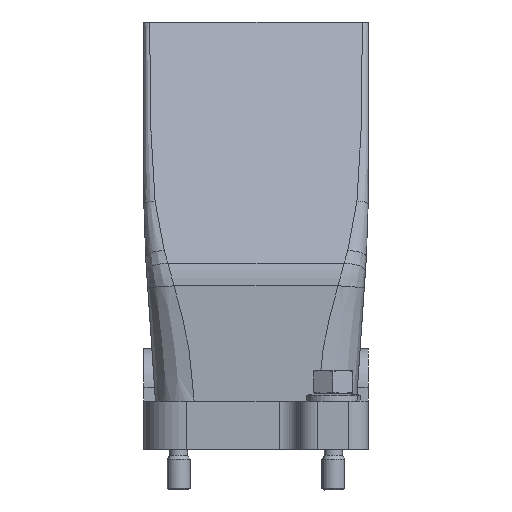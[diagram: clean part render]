
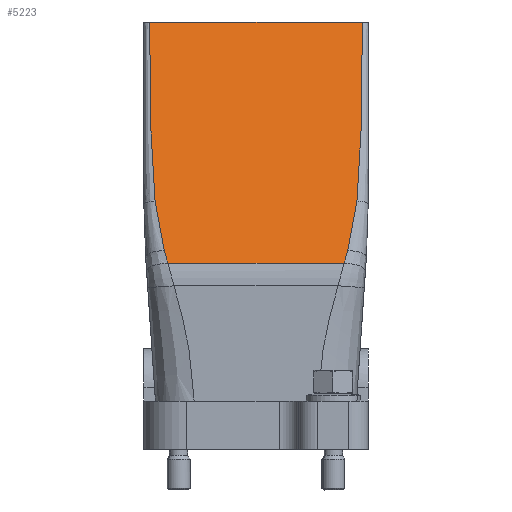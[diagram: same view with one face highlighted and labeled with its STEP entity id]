
A CAD part, front view. The second image highlights one B-rep face of the part: STEP entity #5223.
In plain terms, the highlighted planar face has unit normal (0, -0.956, 0.293).
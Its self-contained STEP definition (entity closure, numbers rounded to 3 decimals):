
#5129=AXIS2_PLACEMENT_3D('Plane Axis2P3D',#5126,#5127,#5128) ;
#3460=CARTESIAN_POINT('Vertex',(1.5,41.,121.)) ;
#3463=CARTESIAN_POINT('Line Origine',(29.,41.,121.)) ;
#3467=CARTESIAN_POINT('Vertex',(56.5,41.,121.)) ;
#5096=CARTESIAN_POINT('Vertex',(2.913,26.79,74.665)) ;
#5100=CARTESIAN_POINT('Control Point',(2.914,26.79,74.665)) ;
#5101=CARTESIAN_POINT('Control Point',(2.806,27.123,75.75)) ;
#5102=CARTESIAN_POINT('Control Point',(2.708,27.454,76.832)) ;
#5103=CARTESIAN_POINT('Control Point',(2.618,27.784,77.908)) ;
#5104=CARTESIAN_POINT('Control Point',(2.261,29.201,82.526)) ;
#5105=CARTESIAN_POINT('Control Point',(2.018,30.618,87.149)) ;
#5106=CARTESIAN_POINT('Control Point',(1.877,31.703,90.684)) ;
#5107=CARTESIAN_POINT('Control Point',(1.7,33.497,96.536)) ;
#5108=CARTESIAN_POINT('Control Point',(1.597,35.293,102.39)) ;
#5109=CARTESIAN_POINT('Control Point',(1.566,36.003,104.705)) ;
#5110=CARTESIAN_POINT('Control Point',(1.528,37.192,108.583)) ;
#5111=CARTESIAN_POINT('Control Point',(1.51,38.381,112.459)) ;
#5112=CARTESIAN_POINT('Control Point',(1.505,38.86,114.022)) ;
#5113=CARTESIAN_POINT('Control Point',(1.501,39.547,116.262)) ;
#5114=CARTESIAN_POINT('Control Point',(1.5,40.234,118.503)) ;
#5115=CARTESIAN_POINT('Control Point',(1.5,40.485,119.32)) ;
#5116=CARTESIAN_POINT('Control Point',(1.5,40.746,120.173)) ;
#5117=CARTESIAN_POINT('Control Point',(1.5,41.,121.)) ;
#5126=CARTESIAN_POINT('Axis2P3D Location',(29.,41.,121.)) ;
#5132=CARTESIAN_POINT('Control Point',(5.285,22.891,61.951)) ;
#5133=CARTESIAN_POINT('Control Point',(4.839,23.383,63.558)) ;
#5134=CARTESIAN_POINT('Control Point',(4.434,23.879,65.174)) ;
#5135=CARTESIAN_POINT('Control Point',(4.074,24.379,66.804)) ;
#5136=CARTESIAN_POINT('Control Point',(3.687,25.007,68.851)) ;
#5137=CARTESIAN_POINT('Control Point',(3.374,25.638,70.909)) ;
#5138=CARTESIAN_POINT('Control Point',(3.315,25.763,71.318)) ;
#5139=CARTESIAN_POINT('Control Point',(3.189,26.044,72.234)) ;
#5140=CARTESIAN_POINT('Control Point',(3.076,26.325,73.15)) ;
#5141=CARTESIAN_POINT('Control Point',(3.018,26.48,73.654)) ;
#5142=CARTESIAN_POINT('Control Point',(2.964,26.635,74.159)) ;
#5143=CARTESIAN_POINT('Control Point',(2.913,26.79,74.665)) ;
#5144=CARTESIAN_POINT('Vertex',(5.285,22.891,61.951)) ;
#5148=CARTESIAN_POINT('Control Point',(6.217,21.879,58.652)) ;
#5149=CARTESIAN_POINT('Control Point',(6.026,22.081,59.311)) ;
#5150=CARTESIAN_POINT('Control Point',(5.836,22.283,59.97)) ;
#5151=CARTESIAN_POINT('Control Point',(5.65,22.485,60.629)) ;
#5152=CARTESIAN_POINT('Control Point',(5.466,22.688,61.29)) ;
#5153=CARTESIAN_POINT('Control Point',(5.285,22.891,61.951)) ;
#5154=CARTESIAN_POINT('Vertex',(6.217,21.879,58.652)) ;
#5157=CARTESIAN_POINT('Line Origine',(29.,21.879,58.652)) ;
#5161=CARTESIAN_POINT('Vertex',(51.783,21.879,58.652)) ;
#5165=CARTESIAN_POINT('Control Point',(51.783,21.879,58.652)) ;
#5166=CARTESIAN_POINT('Control Point',(51.974,22.081,59.311)) ;
#5167=CARTESIAN_POINT('Control Point',(52.164,22.283,59.97)) ;
#5168=CARTESIAN_POINT('Control Point',(52.35,22.485,60.629)) ;
#5169=CARTESIAN_POINT('Control Point',(52.534,22.688,61.29)) ;
#5170=CARTESIAN_POINT('Control Point',(52.715,22.891,61.951)) ;
#5171=CARTESIAN_POINT('Vertex',(52.715,22.891,61.951)) ;
#5175=CARTESIAN_POINT('Control Point',(52.715,22.891,61.951)) ;
#5176=CARTESIAN_POINT('Control Point',(53.161,23.383,63.558)) ;
#5177=CARTESIAN_POINT('Control Point',(53.566,23.879,65.174)) ;
#5178=CARTESIAN_POINT('Control Point',(53.926,24.379,66.804)) ;
#5179=CARTESIAN_POINT('Control Point',(54.313,25.007,68.851)) ;
#5180=CARTESIAN_POINT('Control Point',(54.626,25.638,70.909)) ;
#5181=CARTESIAN_POINT('Control Point',(54.685,25.763,71.318)) ;
#5182=CARTESIAN_POINT('Control Point',(54.811,26.044,72.234)) ;
#5183=CARTESIAN_POINT('Control Point',(54.924,26.325,73.15)) ;
#5184=CARTESIAN_POINT('Control Point',(54.982,26.48,73.654)) ;
#5185=CARTESIAN_POINT('Control Point',(55.036,26.635,74.159)) ;
#5186=CARTESIAN_POINT('Control Point',(55.087,26.79,74.665)) ;
#5187=CARTESIAN_POINT('Vertex',(55.086,26.79,74.665)) ;
#5191=CARTESIAN_POINT('Control Point',(55.086,26.79,74.665)) ;
#5192=CARTESIAN_POINT('Control Point',(55.15,26.987,75.306)) ;
#5193=CARTESIAN_POINT('Control Point',(55.21,27.183,75.948)) ;
#5194=CARTESIAN_POINT('Control Point',(55.268,27.38,76.588)) ;
#5195=CARTESIAN_POINT('Control Point',(55.382,27.791,77.931)) ;
#5196=CARTESIAN_POINT('Control Point',(55.486,28.204,79.277)) ;
#5197=CARTESIAN_POINT('Control Point',(55.538,28.421,79.983)) ;
#5198=CARTESIAN_POINT('Control Point',(56.081,30.813,87.783)) ;
#5199=CARTESIAN_POINT('Control Point',(56.321,33.21,95.6)) ;
#5200=CARTESIAN_POINT('Control Point',(56.457,35.395,102.724)) ;
#5201=CARTESIAN_POINT('Control Point',(56.493,37.636,110.031)) ;
#5202=CARTESIAN_POINT('Control Point',(56.499,39.877,117.338)) ;
#5203=CARTESIAN_POINT('Control Point',(56.499,39.927,117.502)) ;
#5204=CARTESIAN_POINT('Control Point',(56.499,40.048,117.897)) ;
#5205=CARTESIAN_POINT('Control Point',(56.5,40.172,118.3)) ;
#5206=CARTESIAN_POINT('Control Point',(56.5,40.234,118.501)) ;
#5207=CARTESIAN_POINT('Control Point',(56.5,40.42,119.109)) ;
#5208=CARTESIAN_POINT('Control Point',(56.5,40.612,119.733)) ;
#5209=CARTESIAN_POINT('Control Point',(56.5,40.742,120.16)) ;
#5210=CARTESIAN_POINT('Control Point',(56.5,40.872,120.582)) ;
#5211=CARTESIAN_POINT('Control Point',(56.5,41.,121.)) ;
#3464=DIRECTION('Vector Direction',(-1.,0.,0.)) ;
#5127=DIRECTION('Axis2P3D Direction',(0.,0.956,-0.293)) ;
#5128=DIRECTION('Axis2P3D XDirection',(0.,-0.293,-0.956)) ;
#5158=DIRECTION('Vector Direction',(-1.,0.,0.)) ;
#3465=VECTOR('Line Direction',#3464,1.) ;
#5159=VECTOR('Line Direction',#5158,1.) ;
#5214=ORIENTED_EDGE('',*,*,#5118,.T.) ;
#5215=ORIENTED_EDGE('',*,*,#5146,.T.) ;
#5216=ORIENTED_EDGE('',*,*,#5156,.T.) ;
#5217=ORIENTED_EDGE('',*,*,#5163,.F.) ;
#5218=ORIENTED_EDGE('',*,*,#5173,.F.) ;
#5219=ORIENTED_EDGE('',*,*,#5189,.F.) ;
#5220=ORIENTED_EDGE('',*,*,#5212,.F.) ;
#5221=ORIENTED_EDGE('',*,*,#3469,.T.) ;
#5223=ADVANCED_FACE('Hood.1',(#5222),#5130,.F.) ;
#5099=B_SPLINE_CURVE_WITH_KNOTS('',5,(#5100,#5101,#5102,#5103,#5104,#5105,#5106,#5107,#5108,#5109,#5110,#5111,#5112,#5113,#5114,#5115,#5116,#5117),.UNSPECIFIED.,.F.,.U.,(6,3,3,3,3,6),(120.168,125.944,144.642,156.879,165.14,168.73),.UNSPECIFIED.) ;
#5131=B_SPLINE_CURVE_WITH_KNOTS('',5,(#5132,#5133,#5134,#5135,#5136,#5137,#5138,#5139,#5140,#5141,#5142,#5143),.UNSPECIFIED.,.F.,.U.,(6,3,3,6),(0.,12.293,15.376,19.13),.UNSPECIFIED.) ;
#5147=B_SPLINE_CURVE_WITH_KNOTS('',5,(#5148,#5149,#5150,#5151,#5152,#5153),.UNSPECIFIED.,.F.,.U.,(6,6),(0.,5.056),.UNSPECIFIED.) ;
#5164=B_SPLINE_CURVE_WITH_KNOTS('',5,(#5165,#5166,#5167,#5168,#5169,#5170),.UNSPECIFIED.,.F.,.U.,(6,6),(0.,5.056),.UNSPECIFIED.) ;
#5174=B_SPLINE_CURVE_WITH_KNOTS('',5,(#5175,#5176,#5177,#5178,#5179,#5180,#5181,#5182,#5183,#5184,#5185,#5186),.UNSPECIFIED.,.F.,.U.,(6,3,3,6),(0.,12.293,15.376,19.13),.UNSPECIFIED.) ;
#5190=B_SPLINE_CURVE_WITH_KNOTS('',5,(#5191,#5192,#5193,#5194,#5195,#5196,#5197,#5198,#5199,#5200,#5201,#5202,#5203,#5204,#5205,#5206,#5207,#5208,#5209,#5210,#5211),.UNSPECIFIED.,.F.,.U.,(6,3,3,3,3,3,6),(0.,4.796,10.05,62.893,64.37,65.796,68.639),.UNSPECIFIED.) ;
#3469=EDGE_CURVE('',#3468,#3461,#3466,.T.) ;
#5118=EDGE_CURVE('',#3461,#5097,#5099,.F.) ;
#5146=EDGE_CURVE('',#5097,#5145,#5131,.F.) ;
#5156=EDGE_CURVE('',#5145,#5155,#5147,.F.) ;
#5163=EDGE_CURVE('',#5162,#5155,#5160,.T.) ;
#5173=EDGE_CURVE('',#5172,#5162,#5164,.F.) ;
#5189=EDGE_CURVE('',#5188,#5172,#5174,.F.) ;
#5212=EDGE_CURVE('',#3468,#5188,#5190,.F.) ;
#5213=EDGE_LOOP('',(#5214,#5215,#5216,#5217,#5218,#5219,#5220,#5221)) ;
#5222=FACE_OUTER_BOUND('',#5213,.T.) ;
#3466=LINE('Line',#3463,#3465) ;
#5160=LINE('Line',#5157,#5159) ;
#5130=PLANE('',#5129) ;
#3461=VERTEX_POINT('',#3460) ;
#3468=VERTEX_POINT('',#3467) ;
#5097=VERTEX_POINT('',#5096) ;
#5145=VERTEX_POINT('',#5144) ;
#5155=VERTEX_POINT('',#5154) ;
#5162=VERTEX_POINT('',#5161) ;
#5172=VERTEX_POINT('',#5171) ;
#5188=VERTEX_POINT('',#5187) ;
